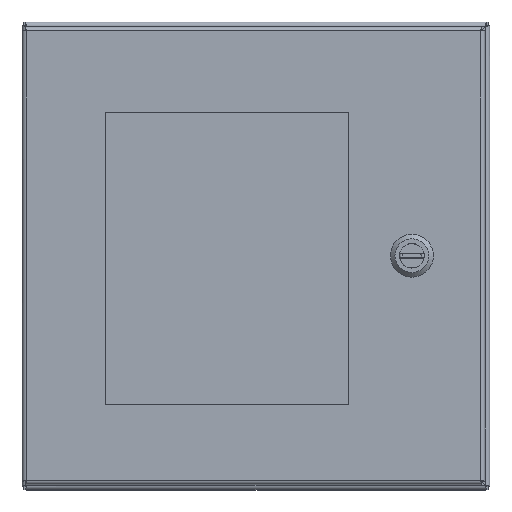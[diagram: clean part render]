
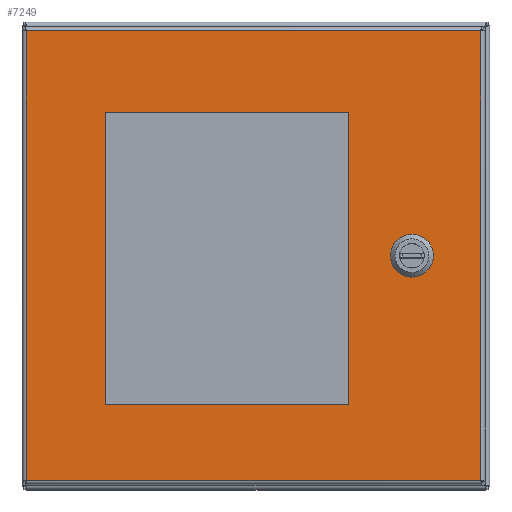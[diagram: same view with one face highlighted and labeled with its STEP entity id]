
A CAD part, top view. The second image highlights one B-rep face of the part: STEP entity #7249.
In plain terms, the highlighted face is planar.
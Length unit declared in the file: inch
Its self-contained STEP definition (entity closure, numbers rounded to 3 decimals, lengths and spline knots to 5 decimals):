
#5441=CARTESIAN_POINT('',(9.75,9.5625,0.0));
#5442=VERTEX_POINT('',#5441);
#5449=CARTESIAN_POINT('',(9.75,2.0625,0.0));
#5450=VERTEX_POINT('',#5449);
#5451=CARTESIAN_POINT('',(9.75,2.0625,0.0));
#5452=DIRECTION('',(0.0,1.0,0.0));
#5453=VECTOR('',#5452,7.5);
#5454=LINE('',#5451,#5453);
#5455=EDGE_CURVE('',#5450,#5442,#5454,.T.);
#5480=CARTESIAN_POINT('',(3.5,2.0625,0.0));
#5481=VERTEX_POINT('',#5480);
#5482=CARTESIAN_POINT('',(3.5,2.0625,0.0));
#5483=DIRECTION('',(1.0,0.0,0.0));
#5484=VECTOR('',#5483,6.25);
#5485=LINE('',#5482,#5484);
#5486=EDGE_CURVE('',#5481,#5450,#5485,.T.);
#5511=CARTESIAN_POINT('',(3.5,9.5625,0.0));
#5512=VERTEX_POINT('',#5511);
#5513=CARTESIAN_POINT('',(3.5,9.5625,0.0));
#5514=DIRECTION('',(0.0,-1.0,0.0));
#5515=VECTOR('',#5514,7.5);
#5516=LINE('',#5513,#5515);
#5517=EDGE_CURVE('',#5512,#5481,#5516,.T.);
#5540=CARTESIAN_POINT('',(9.75,9.5625,0.0));
#5541=DIRECTION('',(-1.0,0.0,0.0));
#5542=VECTOR('',#5541,6.25);
#5543=LINE('',#5540,#5542);
#5544=EDGE_CURVE('',#5442,#5512,#5543,.T.);
#5566=CARTESIAN_POINT('',(2.08762,6.275,0.0));
#5567=VERTEX_POINT('',#5566);
#5574=CARTESIAN_POINT('',(2.275,6.08762,0.0));
#5575=VERTEX_POINT('',#5574);
#5576=CARTESIAN_POINT('',(1.875,5.875,0.0));
#5577=DIRECTION('',(0.0,0.0,1.0));
#5578=DIRECTION('',(-0.469,-0.883,0.0));
#5579=AXIS2_PLACEMENT_3D('',#5576,#5577,#5578);
#5580=CIRCLE('',#5579,0.453);
#5581=EDGE_CURVE('',#5575,#5567,#5580,.T.);
#5606=CARTESIAN_POINT('',(2.275,5.66238,0.0));
#5607=VERTEX_POINT('',#5606);
#5608=CARTESIAN_POINT('',(2.275,5.66238,0.0));
#5609=DIRECTION('',(0.0,1.0,0.0));
#5610=VECTOR('',#5609,0.42525);
#5611=LINE('',#5608,#5610);
#5612=EDGE_CURVE('',#5607,#5575,#5611,.T.);
#5638=CARTESIAN_POINT('',(2.08762,5.475,0.0));
#5639=VERTEX_POINT('',#5638);
#5640=CARTESIAN_POINT('',(1.875,5.875,0.0));
#5641=DIRECTION('',(0.0,0.0,1.));
#5642=DIRECTION('',(-0.883,0.469,0.0));
#5643=AXIS2_PLACEMENT_3D('',#5640,#5641,#5642);
#5644=CIRCLE('',#5643,0.453);
#5645=EDGE_CURVE('',#5639,#5607,#5644,.T.);
#5670=CARTESIAN_POINT('',(1.66238,5.475,0.0));
#5671=VERTEX_POINT('',#5670);
#5672=CARTESIAN_POINT('',(1.66238,5.475,0.0));
#5673=DIRECTION('',(1.0,0.0,0.0));
#5674=VECTOR('',#5673,0.42525);
#5675=LINE('',#5672,#5674);
#5676=EDGE_CURVE('',#5671,#5639,#5675,.T.);
#5702=CARTESIAN_POINT('',(1.475,5.66238,0.0));
#5703=VERTEX_POINT('',#5702);
#5704=CARTESIAN_POINT('',(1.875,5.875,0.0));
#5705=DIRECTION('',(0.0,0.0,1.0));
#5706=DIRECTION('',(0.469,0.883,0.0));
#5707=AXIS2_PLACEMENT_3D('',#5704,#5705,#5706);
#5708=CIRCLE('',#5707,0.453);
#5709=EDGE_CURVE('',#5703,#5671,#5708,.T.);
#5734=CARTESIAN_POINT('',(1.475,6.08762,0.0));
#5735=VERTEX_POINT('',#5734);
#5736=CARTESIAN_POINT('',(1.475,6.08762,0.0));
#5737=DIRECTION('',(0.0,-1.0,0.0));
#5738=VECTOR('',#5737,0.42525);
#5739=LINE('',#5736,#5738);
#5740=EDGE_CURVE('',#5735,#5703,#5739,.T.);
#5766=CARTESIAN_POINT('',(1.66238,6.275,0.0));
#5767=VERTEX_POINT('',#5766);
#5768=CARTESIAN_POINT('',(1.875,5.875,0.0));
#5769=DIRECTION('',(0.0,0.0,1.));
#5770=DIRECTION('',(0.883,-0.469,0.0));
#5771=AXIS2_PLACEMENT_3D('',#5768,#5769,#5770);
#5772=CIRCLE('',#5771,0.453);
#5773=EDGE_CURVE('',#5767,#5735,#5772,.T.);
#5796=CARTESIAN_POINT('',(2.08762,6.275,0.0));
#5797=DIRECTION('',(-1.0,0.0,0.0));
#5798=VECTOR('',#5797,0.42525);
#5799=LINE('',#5796,#5798);
#5800=EDGE_CURVE('',#5567,#5767,#5799,.T.);
#6251=CARTESIAN_POINT('',(11.76975,0.10525,0.));
#6252=VERTEX_POINT('',#6251);
#6263=CARTESIAN_POINT('',(11.76975,11.64475,0.));
#6264=VERTEX_POINT('',#6263);
#6265=CARTESIAN_POINT('',(11.76975,11.64475,0.0));
#6266=DIRECTION('',(0.0,-1.0,0.0));
#6267=VECTOR('',#6266,11.5395);
#6268=LINE('',#6265,#6267);
#6269=EDGE_CURVE('',#6264,#6252,#6268,.T.);
#6421=CARTESIAN_POINT('',(0.10525,0.10525,0.));
#6422=VERTEX_POINT('',#6421);
#6433=CARTESIAN_POINT('',(11.76975,0.10525,0.0));
#6434=DIRECTION('',(-1.0,0.0,0.0));
#6435=VECTOR('',#6434,11.6645);
#6436=LINE('',#6433,#6435);
#6437=EDGE_CURVE('',#6252,#6422,#6436,.T.);
#6698=CARTESIAN_POINT('',(0.10525,11.64475,0.));
#6699=VERTEX_POINT('',#6698);
#6710=CARTESIAN_POINT('',(0.10525,0.10525,0.0));
#6711=DIRECTION('',(0.0,1.0,0.0));
#6712=VECTOR('',#6711,11.5395);
#6713=LINE('',#6710,#6712);
#6714=EDGE_CURVE('',#6422,#6699,#6713,.T.);
#6979=CARTESIAN_POINT('',(0.10525,11.64475,0.0));
#6980=DIRECTION('',(1.0,0.0,0.0));
#6981=VECTOR('',#6980,11.6645);
#6982=LINE('',#6979,#6981);
#6983=EDGE_CURVE('',#6699,#6264,#6982,.T.);
#7222=CARTESIAN_POINT('',(5.9375,5.875,0.0));
#7223=DIRECTION('',(0.0,0.0,1.0));
#7224=DIRECTION('',(1.0,0.0,0.0));
#7225=AXIS2_PLACEMENT_3D('',#7222,#7223,#7224);
#7226=PLANE('',#7225);
#7227=ORIENTED_EDGE('',*,*,#6269,.T.);
#7228=ORIENTED_EDGE('',*,*,#6437,.T.);
#7229=ORIENTED_EDGE('',*,*,#6714,.T.);
#7230=ORIENTED_EDGE('',*,*,#6983,.T.);
#7231=EDGE_LOOP('',(#7227,#7228,#7229,#7230));
#7232=FACE_OUTER_BOUND('',#7231,.T.);
#7233=ORIENTED_EDGE('',*,*,#5455,.T.);
#7234=ORIENTED_EDGE('',*,*,#5544,.T.);
#7235=ORIENTED_EDGE('',*,*,#5517,.T.);
#7236=ORIENTED_EDGE('',*,*,#5486,.T.);
#7237=EDGE_LOOP('',(#7233,#7234,#7235,#7236));
#7238=FACE_BOUND('',#7237,.T.);
#7239=ORIENTED_EDGE('',*,*,#5581,.T.);
#7240=ORIENTED_EDGE('',*,*,#5800,.T.);
#7241=ORIENTED_EDGE('',*,*,#5773,.T.);
#7242=ORIENTED_EDGE('',*,*,#5740,.T.);
#7243=ORIENTED_EDGE('',*,*,#5709,.T.);
#7244=ORIENTED_EDGE('',*,*,#5676,.T.);
#7245=ORIENTED_EDGE('',*,*,#5645,.T.);
#7246=ORIENTED_EDGE('',*,*,#5612,.T.);
#7247=EDGE_LOOP('',(#7239,#7240,#7241,#7242,#7243,#7244,#7245,#7246));
#7248=FACE_BOUND('',#7247,.T.);
#7249=ADVANCED_FACE('',(#7232,#7238,#7248),#7226,.F.);
